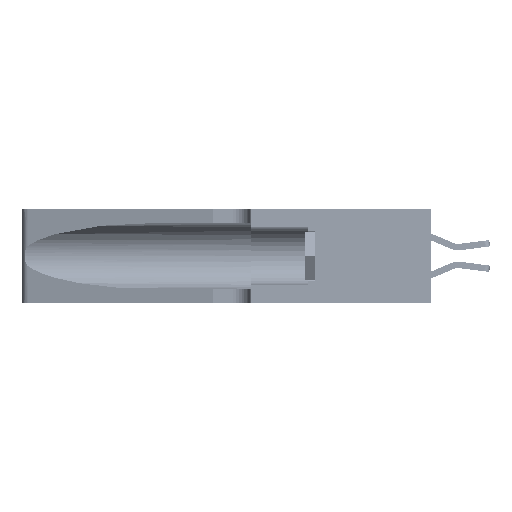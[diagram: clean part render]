
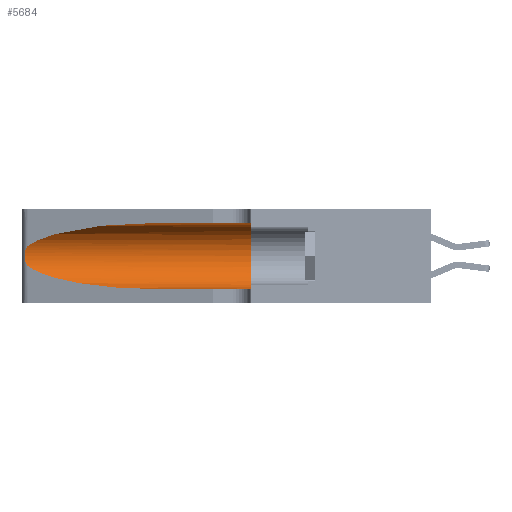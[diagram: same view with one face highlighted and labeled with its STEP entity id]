
A CAD part, left-side view. The second image highlights one B-rep face of the part: STEP entity #5684.
In plain terms, the highlighted cylindrical face has radius 3.308 mm (diameter 6.617 mm), a partial arc.
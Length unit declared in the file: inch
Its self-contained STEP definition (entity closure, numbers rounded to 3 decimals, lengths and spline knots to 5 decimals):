
#34 = ORIENTED_EDGE ( 'NONE', *, *, #10261, .F. ) ;
#1698 = CARTESIAN_POINT ( 'NONE',  ( 0.25787, 1.23484, 0.2124 ) ) ;
#1987 = DIRECTION ( 'NONE',  ( 0., 0., -1. ) ) ;
#2777 = CARTESIAN_POINT ( 'NONE',  ( 0.18966, 0.96281, 0.31525 ) ) ;
#5559 = CARTESIAN_POINT ( 'NONE',  ( 0.26018, 1.23835, 0.19895 ) ) ;
#5684 = ADVANCED_FACE ( 'NONE', ( #31701 ), #20348, .F. ) ;
#5850 = DIRECTION ( 'NONE',  ( 0., -1., 0. ) ) ;
#6908 = CARTESIAN_POINT ( 'NONE',  ( 0.1305, 1.61858, 0.31525 ) ) ;
#7828 =( BOUNDED_CURVE ( )  B_SPLINE_CURVE ( 3, ( #44509, #2777, #18115, #44678 ),
 .UNSPECIFIED., .F., .F. ) 
 B_SPLINE_CURVE_WITH_KNOTS ( ( 4, 4 ),
 ( 1.5708, 2.84003 ),
 .UNSPECIFIED. ) 
 CURVE ( )  GEOMETRIC_REPRESENTATION_ITEM ( )  RATIONAL_B_SPLINE_CURVE ( ( 1., 0.87, 0.87, 1. ) ) 
 REPRESENTATION_ITEM ( '' )  );
#8250 = CARTESIAN_POINT ( 'NONE',  ( 0.1305, 0.35, 0.05475 ) ) ;
#8322 = CARTESIAN_POINT ( 'NONE',  ( 0.1305, 0.72297, 0.05475 ) ) ;
#9227 = CARTESIAN_POINT ( 'NONE',  ( 0.25487, 1.22718, 0.22369 ) ) ;
#9396 = CARTESIAN_POINT ( 'NONE',  ( 0.26075, 1.23896, 0.178 ) ) ;
#9504 = CARTESIAN_POINT ( 'NONE',  ( 0.25487, 1.22718, 0.22369 ) ) ;
#9768 = LINE ( 'NONE', #6908, #48944 ) ;
#10261 = EDGE_CURVE ( 'NONE', #31407, #39424, #9768, .T. ) ;
#11495 = LINE ( 'NONE', #33936, #21577 ) ;
#12366 = CIRCLE ( 'NONE', #26084, 0.13025 ) ;
#13238 = CARTESIAN_POINT ( 'NONE',  ( 0.25856, 1.23593, 0.16098 ) ) ;
#14975 = DIRECTION ( 'NONE',  ( 0., -1., 0. ) ) ;
#15844 = CARTESIAN_POINT ( 'NONE',  ( 0.2373, 1.15595, 0.08982 ) ) ;
#17071 = CARTESIAN_POINT ( 'NONE',  ( 0.25639, 1.23186, 0.15144 ) ) ;
#17607 = VERTEX_POINT ( 'NONE', #23987 ) ;
#17683 = CARTESIAN_POINT ( 'NONE',  ( 0.1305, 0.35, 0.185 ) ) ;
#17950 = ORIENTED_EDGE ( 'NONE', *, *, #30215, .T. ) ;
#18115 = CARTESIAN_POINT ( 'NONE',  ( 0.2373, 1.15595, 0.28018 ) ) ;
#18355 = CARTESIAN_POINT ( 'NONE',  ( 0.1305, 0.72297, 0.05475 ) ) ;
#18397 = DIRECTION ( 'NONE',  ( 0., -1., 0. ) ) ;
#19165 = ORIENTED_EDGE ( 'NONE', *, *, #47279, .F. ) ;
#20348 = CYLINDRICAL_SURFACE ( 'NONE', #29288, 0.13025 ) ;
#20856 = CARTESIAN_POINT ( 'NONE',  ( 0.25487, 1.22718, 0.14631 ) ) ;
#20976 = CARTESIAN_POINT ( 'NONE',  ( 0.1305, 0.72297, 0.31525 ) ) ;
#21486 = DIRECTION ( 'NONE',  ( 0., 0., 1. ) ) ;
#21577 = VECTOR ( 'NONE', #14975, 39.37008 ) ;
#21833 = B_SPLINE_CURVE_WITH_KNOTS ( 'NONE', 3,
 ( #9227, #43429, #24522, #1698, #28353, #5559, #32197, #9396, #35976, #13238, #39791, #17071, #43578, #20856 ),
 .UNSPECIFIED., .F., .F.,
 ( 4, 2, 2, 2, 2, 2, 4 ),
 ( 0., 0.00027, 0.00053, 0.00107, 0.0016, 0.00187, 0.00214 ),
 .UNSPECIFIED. ) ;
#23451 = CARTESIAN_POINT ( 'NONE',  ( 0.25487, 1.22718, 0.14631 ) ) ;
#23987 = CARTESIAN_POINT ( 'NONE',  ( 0.25487, 1.22718, 0.14631 ) ) ;
#24515 = EDGE_LOOP ( 'NONE', ( #39898, #43458, #44676, #17950, #19165, #34 ) ) ;
#24522 = CARTESIAN_POINT ( 'NONE',  ( 0.25639, 1.23184, 0.21858 ) ) ;
#25130 = CARTESIAN_POINT ( 'NONE',  ( 0.1305, 0.35, 0.31525 ) ) ;
#26002 = VERTEX_POINT ( 'NONE', #9504 ) ;
#26084 = AXIS2_PLACEMENT_3D ( 'NONE', #17683, #44219, #21486 ) ;
#28353 = CARTESIAN_POINT ( 'NONE',  ( 0.25854, 1.2359, 0.20912 ) ) ;
#28643 = CARTESIAN_POINT ( 'NONE',  ( 0.1305, 1.61858, 0.185 ) ) ;
#29051 = VERTEX_POINT ( 'NONE', #8250 ) ;
#29288 = AXIS2_PLACEMENT_3D ( 'NONE', #28643, #5850, #1987 ) ;
#30215 = EDGE_CURVE ( 'NONE', #41884, #29051, #11495, .T. ) ;
#31131 = CARTESIAN_POINT ( 'NONE',  ( 0.18966, 0.96281, 0.05475 ) ) ;
#31407 = VERTEX_POINT ( 'NONE', #20976 ) ;
#31701 = FACE_OUTER_BOUND ( 'NONE', #24515, .T. ) ;
#32197 = CARTESIAN_POINT ( 'NONE',  ( 0.26075, 1.23896, 0.19203 ) ) ;
#33413 = EDGE_CURVE ( 'NONE', #31407, #26002, #7828, .T. ) ;
#33936 = CARTESIAN_POINT ( 'NONE',  ( 0.1305, 1.61858, 0.05475 ) ) ;
#35976 = CARTESIAN_POINT ( 'NONE',  ( 0.26017, 1.23833, 0.17102 ) ) ;
#39424 = VERTEX_POINT ( 'NONE', #25130 ) ;
#39466 =( BOUNDED_CURVE ( )  B_SPLINE_CURVE ( 3, ( #23451, #15844, #31131, #8322 ),
 .UNSPECIFIED., .F., .F. ) 
 B_SPLINE_CURVE_WITH_KNOTS ( ( 4, 4 ),
 ( 3.44316, 4.71239 ),
 .UNSPECIFIED. ) 
 CURVE ( )  GEOMETRIC_REPRESENTATION_ITEM ( )  RATIONAL_B_SPLINE_CURVE ( ( 1., 0.87, 0.87, 1. ) ) 
 REPRESENTATION_ITEM ( '' )  );
#39750 = EDGE_CURVE ( 'NONE', #17607, #41884, #39466, .T. ) ;
#39791 = CARTESIAN_POINT ( 'NONE',  ( 0.25789, 1.23486, 0.15765 ) ) ;
#39898 = ORIENTED_EDGE ( 'NONE', *, *, #33413, .T. ) ;
#40558 = EDGE_CURVE ( 'NONE', #26002, #17607, #21833, .T. ) ;
#41884 = VERTEX_POINT ( 'NONE', #18355 ) ;
#43429 = CARTESIAN_POINT ( 'NONE',  ( 0.25555, 1.22994, 0.2215 ) ) ;
#43458 = ORIENTED_EDGE ( 'NONE', *, *, #40558, .T. ) ;
#43578 = CARTESIAN_POINT ( 'NONE',  ( 0.25555, 1.22993, 0.14849 ) ) ;
#44219 = DIRECTION ( 'NONE',  ( 0., 1., 0. ) ) ;
#44509 = CARTESIAN_POINT ( 'NONE',  ( 0.1305, 0.72297, 0.31525 ) ) ;
#44676 = ORIENTED_EDGE ( 'NONE', *, *, #39750, .T. ) ;
#44678 = CARTESIAN_POINT ( 'NONE',  ( 0.25487, 1.22718, 0.22369 ) ) ;
#47279 = EDGE_CURVE ( 'NONE', #39424, #29051, #12366, .T. ) ;
#48944 = VECTOR ( 'NONE', #18397, 39.37008 ) ;
